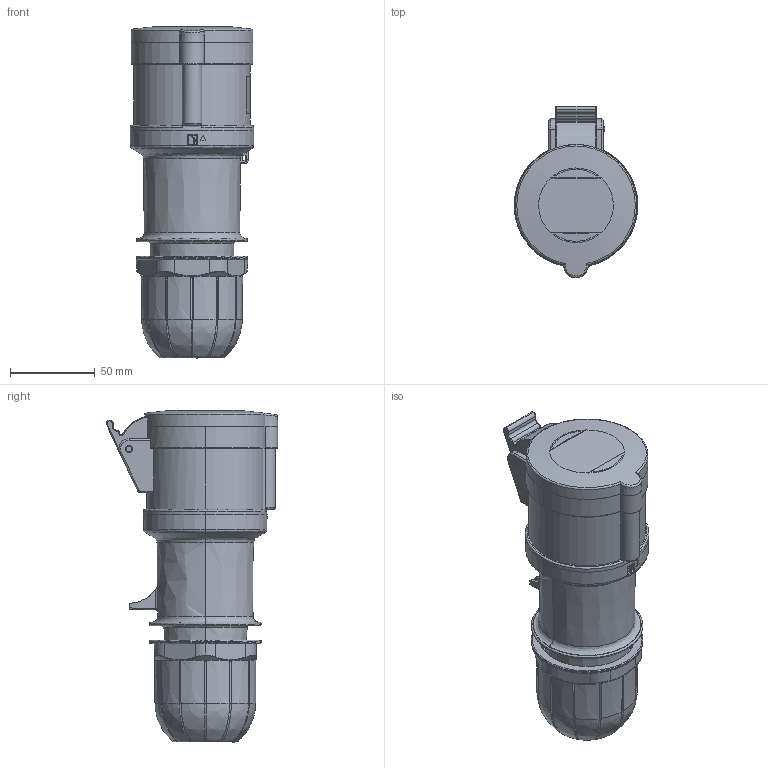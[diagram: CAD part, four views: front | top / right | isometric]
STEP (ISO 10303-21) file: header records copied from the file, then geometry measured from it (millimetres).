
FILE_DESCRIPTION (( 'STEP AP214' ), '1' );
FILE_NAME ('CATSTD-0S432-0C6-M01.STEP', '2019-12-20T16:07:10', ( '' ), ( '' ), 'SwSTEP 2.0', 'SolidWorks 2017', '' );
FILE_SCHEMA (( 'AUTOMOTIVE_DESIGN' ));
Length unit declared in the file: millimetre
Products named in the file (1): CATSTD-0S432-0C6-M01
Bounding box: 73 x 101.19 x 196.05 mm (x, y, z)
Surface area: 169382.7 mm2 (no closed solid volume)
Topology: 0 solids, 15 shells, 3239 faces, 8465 edges, 5271 vertices
Faces by surface type: bspline 1293, plane 907, cylinder 693, cone 330, torus 16
Entity records: 221006 total; most frequent: CARTESIAN_POINT 154267, ORIENTED_EDGE 16798, DIRECTION 9611, EDGE_CURVE 8407, VERTEX_POINT 5272, B_SPLINE_CURVE_WITH_KNOTS 3863, AXIS2_PLACEMENT_3D 3567, EDGE_LOOP 3376
